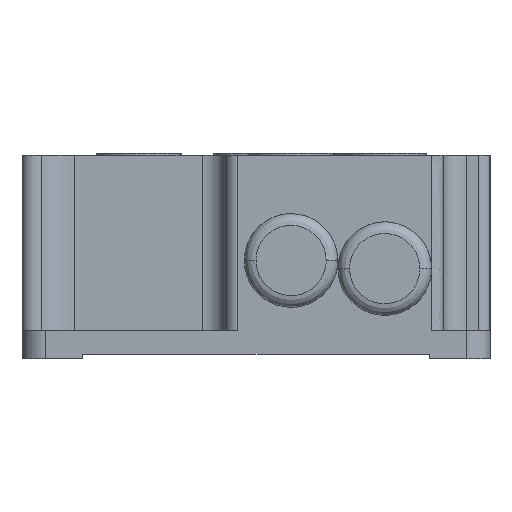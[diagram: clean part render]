
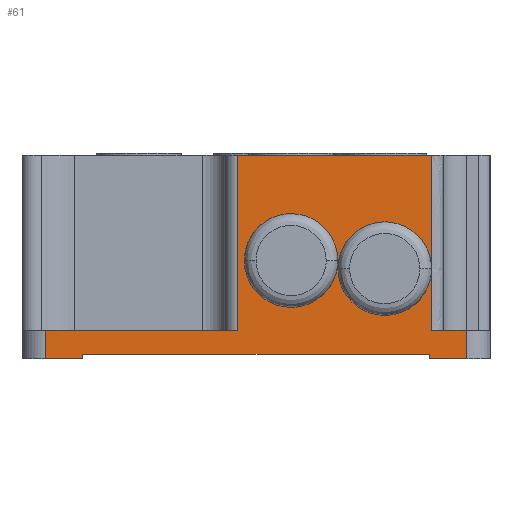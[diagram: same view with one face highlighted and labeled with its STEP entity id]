
A CAD part, left-side view. The second image highlights one B-rep face of the part: STEP entity #61.
In plain terms, the highlighted planar face has unit normal (-1, 0, 0).
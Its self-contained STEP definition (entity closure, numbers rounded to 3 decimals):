
#24=FACE_BOUND('',#330,.T.);
#61=ADVANCED_FACE('',(#195,#24),#2067,.T.);
#195=FACE_OUTER_BOUND('',#329,.T.);
#329=EDGE_LOOP('',(#520,#521,#522,#523,#524,#525,#526,#527,#528,#529,#530,
#531,#532,#533,#534));
#330=EDGE_LOOP('',(#535,#536));
#520=ORIENTED_EDGE('',*,*,#1443,.F.);
#521=ORIENTED_EDGE('',*,*,#1184,.F.);
#522=ORIENTED_EDGE('',*,*,#1180,.F.);
#523=ORIENTED_EDGE('',*,*,#1185,.F.);
#524=ORIENTED_EDGE('',*,*,#1181,.F.);
#525=ORIENTED_EDGE('',*,*,#1187,.F.);
#526=ORIENTED_EDGE('',*,*,#1190,.F.);
#527=ORIENTED_EDGE('',*,*,#1188,.T.);
#528=ORIENTED_EDGE('',*,*,#1179,.T.);
#529=ORIENTED_EDGE('',*,*,#1189,.F.);
#530=ORIENTED_EDGE('',*,*,#1182,.F.);
#531=ORIENTED_EDGE('',*,*,#1186,.F.);
#532=ORIENTED_EDGE('',*,*,#1183,.F.);
#533=ORIENTED_EDGE('',*,*,#1444,.F.);
#534=ORIENTED_EDGE('',*,*,#1174,.F.);
#535=ORIENTED_EDGE('',*,*,#1461,.F.);
#536=ORIENTED_EDGE('',*,*,#1169,.F.);
#1169=EDGE_CURVE('',#1847,#2039,#1601,.T.);
#1174=EDGE_CURVE('',#1850,#2029,#1606,.T.);
#1179=EDGE_CURVE('',#1854,#1853,#1611,.T.);
#1180=EDGE_CURVE('',#1856,#1855,#1612,.T.);
#1181=EDGE_CURVE('',#1858,#1857,#1613,.T.);
#1182=EDGE_CURVE('',#1860,#1864,#1614,.T.);
#1183=EDGE_CURVE('',#1862,#1861,#1615,.T.);
#1184=EDGE_CURVE('',#1855,#2029,#1616,.T.);
#1185=EDGE_CURVE('',#1857,#1856,#1617,.T.);
#1186=EDGE_CURVE('',#1861,#1860,#1618,.T.);
#1187=EDGE_CURVE('',#1859,#1858,#1619,.T.);
#1188=EDGE_CURVE('',#1863,#1854,#1620,.T.);
#1189=EDGE_CURVE('',#1864,#1853,#1621,.T.);
#1190=EDGE_CURVE('',#1863,#1859,#1622,.T.);
#1443=EDGE_CURVE('',#2029,#1850,#1785,.T.);
#1444=EDGE_CURVE('',#2029,#1862,#1786,.T.);
#1461=EDGE_CURVE('',#2039,#1847,#1803,.T.);
#1601=(
BOUNDED_CURVE()
B_SPLINE_CURVE(2,(#3565,#3566,#3567,#3568,#3569),.UNSPECIFIED.,.F.,.F.)
B_SPLINE_CURVE_WITH_KNOTS((3,2,3),(0.,31.416,62.832),
 .UNSPECIFIED.)
CURVE()
GEOMETRIC_REPRESENTATION_ITEM()
RATIONAL_B_SPLINE_CURVE((1.,0.707,1.,0.707,1.))
REPRESENTATION_ITEM('')
);
#1606=(
BOUNDED_CURVE()
B_SPLINE_CURVE(2,(#3591,#3592,#3593,#3594,#3595),.UNSPECIFIED.,.F.,.F.)
B_SPLINE_CURVE_WITH_KNOTS((3,2,3),(0.,31.416,62.832),
 .UNSPECIFIED.)
CURVE()
GEOMETRIC_REPRESENTATION_ITEM()
RATIONAL_B_SPLINE_CURVE((1.,0.707,1.,0.707,1.))
REPRESENTATION_ITEM('')
);
#1611=(
BOUNDED_CURVE()
B_SPLINE_CURVE(2,(#3631,#3632,#3633),.UNSPECIFIED.,.F.,.F.)
B_SPLINE_CURVE_WITH_KNOTS((3,3),(429.133,577.133),
 .UNSPECIFIED.)
CURVE()
GEOMETRIC_REPRESENTATION_ITEM()
RATIONAL_B_SPLINE_CURVE((1.,1.,1.))
REPRESENTATION_ITEM('')
);
#1612=(
BOUNDED_CURVE()
B_SPLINE_CURVE(2,(#3634,#3635,#3636),.UNSPECIFIED.,.F.,.F.)
B_SPLINE_CURVE_WITH_KNOTS((3,3),(376.,459.),.UNSPECIFIED.)
CURVE()
GEOMETRIC_REPRESENTATION_ITEM()
RATIONAL_B_SPLINE_CURVE((1.,1.,1.))
REPRESENTATION_ITEM('')
);
#1613=(
BOUNDED_CURVE()
B_SPLINE_CURVE(2,(#3637,#3638,#3639),.UNSPECIFIED.,.F.,.F.)
B_SPLINE_CURVE_WITH_KNOTS((3,3),(219.,301.),.UNSPECIFIED.)
CURVE()
GEOMETRIC_REPRESENTATION_ITEM()
RATIONAL_B_SPLINE_CURVE((1.,1.,1.))
REPRESENTATION_ITEM('')
);
#1614=(
BOUNDED_CURVE()
B_SPLINE_CURVE(2,(#3640,#3641,#3642),.UNSPECIFIED.,.F.,.F.)
B_SPLINE_CURVE_WITH_KNOTS((3,3),(27.,43.),
 .UNSPECIFIED.)
CURVE()
GEOMETRIC_REPRESENTATION_ITEM()
RATIONAL_B_SPLINE_CURVE((1.,1.,1.))
REPRESENTATION_ITEM('')
);
#1615=(
BOUNDED_CURVE()
B_SPLINE_CURVE(2,(#3643,#3644,#3645),.UNSPECIFIED.,.F.,.F.)
B_SPLINE_CURVE_WITH_KNOTS((3,3),(0.,15.),.UNSPECIFIED.)
CURVE()
GEOMETRIC_REPRESENTATION_ITEM()
RATIONAL_B_SPLINE_CURVE((1.,1.,1.))
REPRESENTATION_ITEM('')
);
#1616=(
BOUNDED_CURVE()
B_SPLINE_CURVE(1,(#3646,#3647),.UNSPECIFIED.,.F.,.F.)
B_SPLINE_CURVE_WITH_KNOTS((2,2),(-75.,-26.6),.UNSPECIFIED.)
CURVE()
GEOMETRIC_REPRESENTATION_ITEM()
RATIONAL_B_SPLINE_CURVE((1.,1.))
REPRESENTATION_ITEM('')
);
#1617=(
BOUNDED_CURVE()
B_SPLINE_CURVE(1,(#3648,#3649),.UNSPECIFIED.,.F.,.F.)
B_SPLINE_CURVE_WITH_KNOTS((2,2),(0.,75.),.UNSPECIFIED.)
CURVE()
GEOMETRIC_REPRESENTATION_ITEM()
RATIONAL_B_SPLINE_CURVE((1.,1.))
REPRESENTATION_ITEM('')
);
#1618=(
BOUNDED_CURVE()
B_SPLINE_CURVE(1,(#3650,#3651),.UNSPECIFIED.,.F.,.F.)
B_SPLINE_CURVE_WITH_KNOTS((2,2),(-12.,0.),.UNSPECIFIED.)
CURVE()
GEOMETRIC_REPRESENTATION_ITEM()
RATIONAL_B_SPLINE_CURVE((1.,1.))
REPRESENTATION_ITEM('')
);
#1619=(
BOUNDED_CURVE()
B_SPLINE_CURVE(1,(#3652,#3653),.UNSPECIFIED.,.F.,.F.)
B_SPLINE_CURVE_WITH_KNOTS((2,2),(0.,12.),.UNSPECIFIED.)
CURVE()
GEOMETRIC_REPRESENTATION_ITEM()
RATIONAL_B_SPLINE_CURVE((1.,1.))
REPRESENTATION_ITEM('')
);
#1620=(
BOUNDED_CURVE()
B_SPLINE_CURVE(1,(#3654,#3655),.UNSPECIFIED.,.F.,.F.)
B_SPLINE_CURVE_WITH_KNOTS((2,2),(0.,2.),.UNSPECIFIED.)
CURVE()
GEOMETRIC_REPRESENTATION_ITEM()
RATIONAL_B_SPLINE_CURVE((1.,1.))
REPRESENTATION_ITEM('')
);
#1621=(
BOUNDED_CURVE()
B_SPLINE_CURVE(1,(#3656,#3657),.UNSPECIFIED.,.F.,.F.)
B_SPLINE_CURVE_WITH_KNOTS((2,2),(0.,2.),.UNSPECIFIED.)
CURVE()
GEOMETRIC_REPRESENTATION_ITEM()
RATIONAL_B_SPLINE_CURVE((1.,1.))
REPRESENTATION_ITEM('')
);
#1622=(
BOUNDED_CURVE()
B_SPLINE_CURVE(2,(#3658,#3659,#3660),.UNSPECIFIED.,.F.,.F.)
B_SPLINE_CURVE_WITH_KNOTS((3,3),(191.,207.),.UNSPECIFIED.)
CURVE()
GEOMETRIC_REPRESENTATION_ITEM()
RATIONAL_B_SPLINE_CURVE((1.,1.,1.))
REPRESENTATION_ITEM('')
);
#1785=(
BOUNDED_CURVE()
B_SPLINE_CURVE(2,(#4315,#4316,#4317,#4318,#4319),.UNSPECIFIED.,.F.,.F.)
B_SPLINE_CURVE_WITH_KNOTS((3,2,3),(62.832,94.248,125.664),
 .UNSPECIFIED.)
CURVE()
GEOMETRIC_REPRESENTATION_ITEM()
RATIONAL_B_SPLINE_CURVE((1.,0.707,1.,0.707,1.))
REPRESENTATION_ITEM('')
);
#1786=(
BOUNDED_CURVE()
B_SPLINE_CURVE(1,(#4320,#4321),.UNSPECIFIED.,.F.,.F.)
B_SPLINE_CURVE_WITH_KNOTS((2,2),(-26.6,0.),.UNSPECIFIED.)
CURVE()
GEOMETRIC_REPRESENTATION_ITEM()
RATIONAL_B_SPLINE_CURVE((1.,1.))
REPRESENTATION_ITEM('')
);
#1803=(
BOUNDED_CURVE()
B_SPLINE_CURVE(2,(#4430,#4431,#4432,#4433,#4434),.UNSPECIFIED.,.F.,.F.)
B_SPLINE_CURVE_WITH_KNOTS((3,2,3),(62.832,94.248,125.664),
 .UNSPECIFIED.)
CURVE()
GEOMETRIC_REPRESENTATION_ITEM()
RATIONAL_B_SPLINE_CURVE((1.,0.707,1.,0.707,1.))
REPRESENTATION_ITEM('')
);
#1847=VERTEX_POINT('',#3244);
#1850=VERTEX_POINT('',#3247);
#1853=VERTEX_POINT('',#3250);
#1854=VERTEX_POINT('',#3251);
#1855=VERTEX_POINT('',#3252);
#1856=VERTEX_POINT('',#3253);
#1857=VERTEX_POINT('',#3254);
#1858=VERTEX_POINT('',#3255);
#1859=VERTEX_POINT('',#3256);
#1860=VERTEX_POINT('',#3257);
#1861=VERTEX_POINT('',#3258);
#1862=VERTEX_POINT('',#3259);
#1863=VERTEX_POINT('',#3260);
#1864=VERTEX_POINT('',#3261);
#2029=VERTEX_POINT('',#3426);
#2039=VERTEX_POINT('',#3436);
#2067=PLANE('',#2221);
#2221=AXIS2_PLACEMENT_3D('',#2560,#2283,$);
#2283=DIRECTION('',(-1.,0.,0.));
#2560=CARTESIAN_POINT('',(0.,8.2,-0.87));
#3244=CARTESIAN_POINT('',(0.,105.,42.077));
#3247=CARTESIAN_POINT('',(0.,65.,38.6));
#3250=CARTESIAN_POINT('',(0.,26.,2.));
#3251=CARTESIAN_POINT('',(0.,174.,2.));
#3252=CARTESIAN_POINT('',(0.,25.,87.));
#3253=CARTESIAN_POINT('',(0.,108.,87.));
#3254=CARTESIAN_POINT('',(0.,108.,12.));
#3255=CARTESIAN_POINT('',(0.,190.,12.));
#3256=CARTESIAN_POINT('',(0.,190.,0.));
#3257=CARTESIAN_POINT('',(0.,10.,0.));
#3258=CARTESIAN_POINT('',(0.,10.,12.));
#3259=CARTESIAN_POINT('',(0.,25.,12.));
#3260=CARTESIAN_POINT('',(0.,174.,0.));
#3261=CARTESIAN_POINT('',(0.,26.,0.));
#3426=CARTESIAN_POINT('',(0.,25.,38.6));
#3436=CARTESIAN_POINT('',(0.,65.,42.077));
#3565=CARTESIAN_POINT('',(0.,105.,42.077));
#3566=CARTESIAN_POINT('',(0.,105.,22.077));
#3567=CARTESIAN_POINT('',(0.,85.,22.077));
#3568=CARTESIAN_POINT('',(0.,65.,22.077));
#3569=CARTESIAN_POINT('',(0.,65.,42.077));
#3591=CARTESIAN_POINT('',(0.,65.,38.6));
#3592=CARTESIAN_POINT('',(0.,65.,18.6));
#3593=CARTESIAN_POINT('',(0.,45.,18.6));
#3594=CARTESIAN_POINT('',(0.,25.,18.6));
#3595=CARTESIAN_POINT('',(0.,25.,38.6));
#3631=CARTESIAN_POINT('',(0.,174.,2.));
#3632=CARTESIAN_POINT('',(0.,100.,2.));
#3633=CARTESIAN_POINT('',(0.,26.,2.));
#3634=CARTESIAN_POINT('',(0.,108.,87.));
#3635=CARTESIAN_POINT('',(0.,66.5,87.));
#3636=CARTESIAN_POINT('',(0.,25.,87.));
#3637=CARTESIAN_POINT('',(0.,190.,12.));
#3638=CARTESIAN_POINT('',(0.,149.,12.));
#3639=CARTESIAN_POINT('',(0.,108.,12.));
#3640=CARTESIAN_POINT('',(0.,10.,0.));
#3641=CARTESIAN_POINT('',(0.,18.,0.));
#3642=CARTESIAN_POINT('',(0.,26.,0.));
#3643=CARTESIAN_POINT('',(0.,25.,12.));
#3644=CARTESIAN_POINT('',(0.,17.5,12.));
#3645=CARTESIAN_POINT('',(0.,10.,12.));
#3646=CARTESIAN_POINT('',(0.,25.,87.));
#3647=CARTESIAN_POINT('',(0.,25.,38.6));
#3648=CARTESIAN_POINT('',(0.,108.,12.));
#3649=CARTESIAN_POINT('',(0.,108.,87.));
#3650=CARTESIAN_POINT('',(0.,10.,12.));
#3651=CARTESIAN_POINT('',(0.,10.,0.));
#3652=CARTESIAN_POINT('',(0.,190.,0.));
#3653=CARTESIAN_POINT('',(0.,190.,12.));
#3654=CARTESIAN_POINT('',(0.,174.,0.));
#3655=CARTESIAN_POINT('',(0.,174.,2.));
#3656=CARTESIAN_POINT('',(0.,26.,0.));
#3657=CARTESIAN_POINT('',(0.,26.,2.));
#3658=CARTESIAN_POINT('',(0.,174.,0.));
#3659=CARTESIAN_POINT('',(0.,182.,0.));
#3660=CARTESIAN_POINT('',(0.,190.,0.));
#4315=CARTESIAN_POINT('',(0.,25.,38.6));
#4316=CARTESIAN_POINT('',(0.,25.,58.6));
#4317=CARTESIAN_POINT('',(0.,45.,58.6));
#4318=CARTESIAN_POINT('',(0.,65.,58.6));
#4319=CARTESIAN_POINT('',(0.,65.,38.6));
#4320=CARTESIAN_POINT('',(0.,25.,38.6));
#4321=CARTESIAN_POINT('',(0.,25.,12.));
#4430=CARTESIAN_POINT('',(0.,65.,42.077));
#4431=CARTESIAN_POINT('',(0.,65.,62.077));
#4432=CARTESIAN_POINT('',(0.,85.,62.077));
#4433=CARTESIAN_POINT('',(0.,105.,62.077));
#4434=CARTESIAN_POINT('',(0.,105.,42.077));
